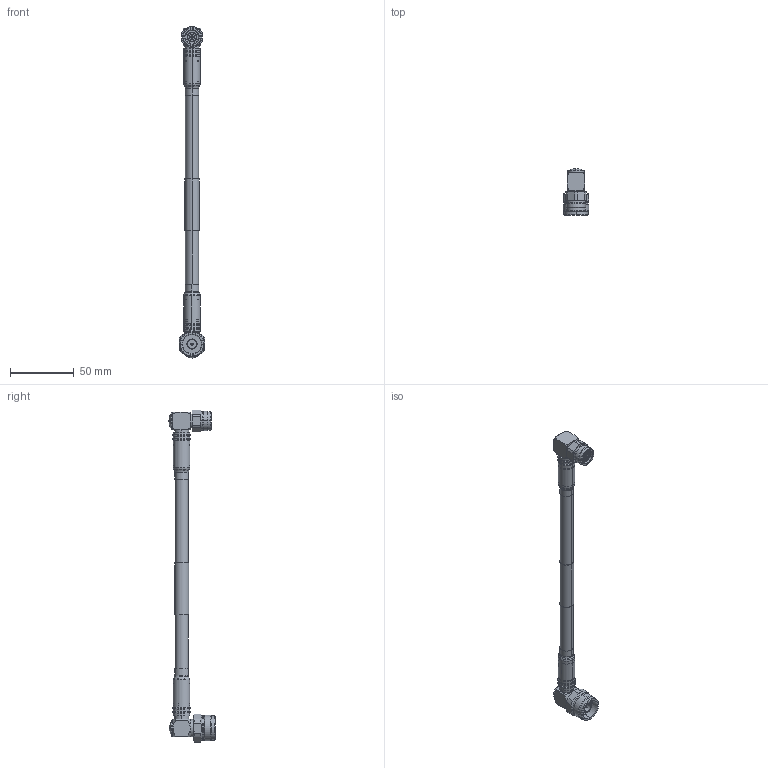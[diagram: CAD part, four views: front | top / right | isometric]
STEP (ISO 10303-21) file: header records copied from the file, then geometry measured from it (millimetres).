
FILE_DESCRIPTION (( 'STEP AP214' ), '1' );
FILE_NAME ('FMCA3253_3D.step', '2023-05-10T07:49:34', ( '' ), ( '' ), 'SwSTEP 2.0', 'SolidWorks 2022', '' );
FILE_SCHEMA (( 'AUTOMOTIVE_DESIGN' ));
Length unit declared in the file: inch
Products named in the file (11): TC-400-TM-RA-D_ferrule; TC-400-TM-RA-D_body; TC-400-TM-RA-D_cap; TC-400-NMH-RA-D_body; HeatShrink_TC-400-TM-RA-D; FMCA3253_3D; LMR-400-UF-FM_WITH LABEL; TC-400-NMH-RA-D; TC-400-NMH-RA-D_ferrule; TC-400-TM-RA-D; TC-400-NMH-RA-D_cap
Assembly tree (11 placements, depth 3):
  FMCA3253_3D
    TC-400-TM-RA-D
      TC-400-TM-RA-D_body
      TC-400-TM-RA-D_cap
      TC-400-TM-RA-D_ferrule
    HeatShrink_TC-400-TM-RA-D  x2
    LMR-400-UF-FM_WITH LABEL
    TC-400-NMH-RA-D
      TC-400-NMH-RA-D_body
      TC-400-NMH-RA-D_cap
      TC-400-NMH-RA-D_ferrule
Bounding box: 20.37 x 36.25 x 260.19 mm (x, y, z)
Volume: 43395.9 mm3; surface area: 23648.7 mm2
Topology: 11 solids, 11 shells, 418 faces, 869 edges, 501 vertices
Faces by surface type: cone 168, cylinder 139, plane 79, torus 30, sphere 2
Entity records: 11281 total; most frequent: CARTESIAN_POINT 2134, DIRECTION 2005, ORIENTED_EDGE 1626, AXIS2_PLACEMENT_3D 836, EDGE_CURVE 813, VERTEX_POINT 473, CIRCLE 430, EDGE_LOOP 424
